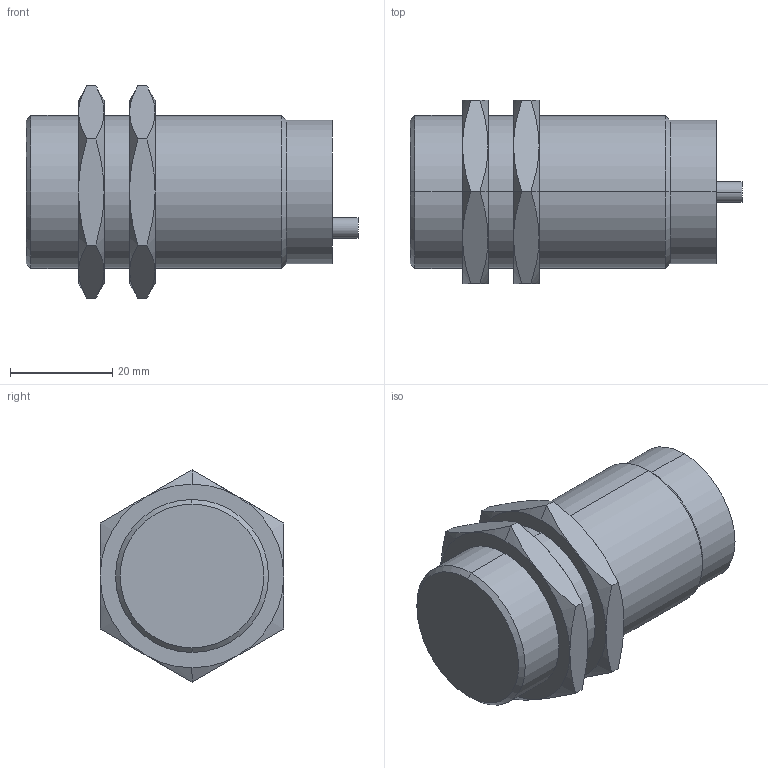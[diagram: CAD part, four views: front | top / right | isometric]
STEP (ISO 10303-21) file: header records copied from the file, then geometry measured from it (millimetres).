
FILE_DESCRIPTION(('starvars output'),'2;1');
FILE_NAME('cv20200406014553000010021.stp','01:45:53 2020/04/06',( 'Thomas Industrial Network Germany GmbH'),( 'Thomas Industrial Network Germany GmbH'),'unknown preprocess','ACIS' ,'unknown authorization');
FILE_SCHEMA(('AUTOMOTIVE_DESIGN_CC2 {UNKNOWN IMPLEMENTATION LEVEL}'));
Length unit declared in the file: millimetre
Products named in the file (1): PRODUCT_ID_1
Bounding box: 65.08 x 36 x 41.57 mm (x, y, z)
Volume: 45593.3 mm3; surface area: 8732.8 mm2
Topology: 1 solids, 1 shells, 65 faces, 136 edges, 78 vertices
Faces by surface type: cone 36, plane 19, cylinder 10
Entity records: 1875 total; most frequent: CARTESIAN_POINT 299, ORIENTED_EDGE 272, EDGE_CURVE 136, DIRECTION 120, VERTEX_POINT 78, EDGE_LOOP 70, FACE_BOUND 70, STYLED_ITEM 66
